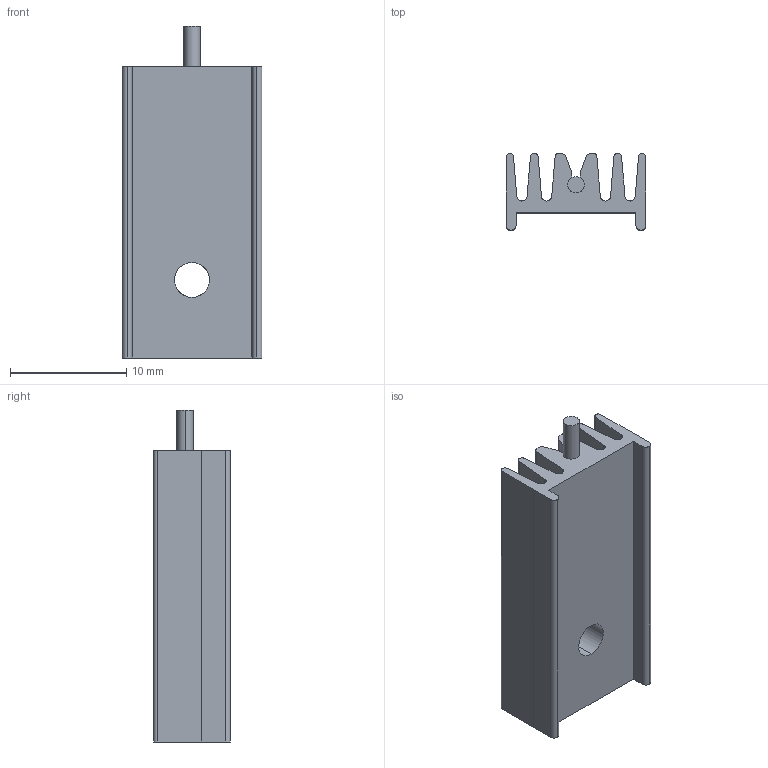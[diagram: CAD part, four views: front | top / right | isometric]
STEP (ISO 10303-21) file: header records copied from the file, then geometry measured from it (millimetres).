
FILE_DESCRIPTION (( 'STEP AP203' ), '1' );
FILE_NAME ('V5629W220.STEP', '2016-08-23T11:14:37', ( '' ), ( '' ), 'SwSTEP 2.0', 'SolidWorks 2010', '' );
FILE_SCHEMA (( 'CONFIG_CONTROL_DESIGN' ));
Length unit declared in the file: millimetre
Products named in the file (1): V5629W220
Bounding box: 12 x 6.6 x 28.5 mm (x, y, z)
Volume: 1000.9 mm3; surface area: 1951.9 mm2
Topology: 2 solids, 2 shells, 79 faces, 228 edges, 152 vertices
Faces by surface type: cylinder 44, plane 35
Entity records: 2787 total; most frequent: CARTESIAN_POINT 610, ORIENTED_EDGE 456, DIRECTION 434, EDGE_CURVE 228, VERTEX_POINT 152, AXIS2_PLACEMENT_3D 152, LINE 130, VECTOR 130
